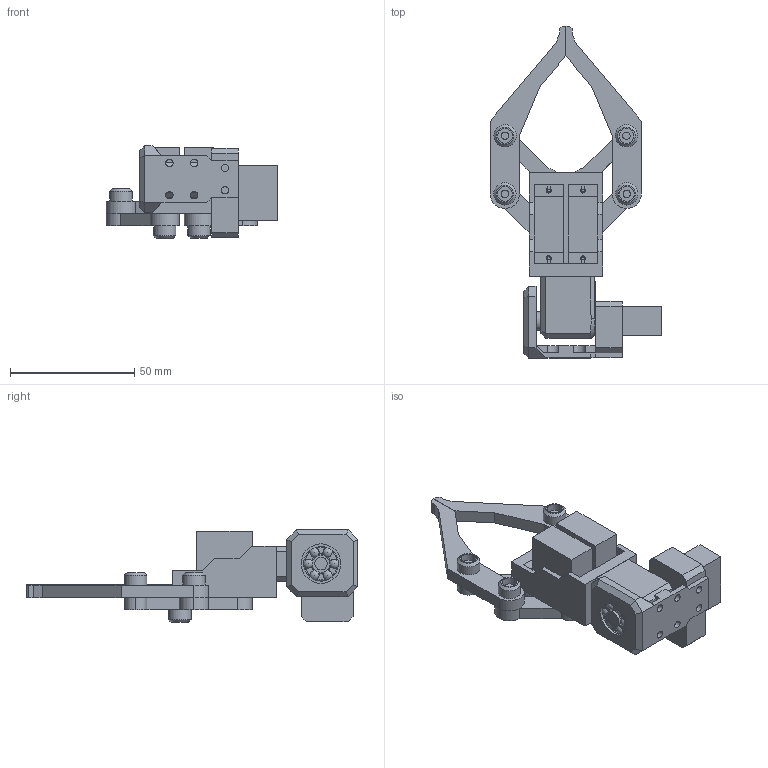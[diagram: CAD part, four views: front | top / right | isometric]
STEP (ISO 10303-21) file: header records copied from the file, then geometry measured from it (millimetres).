
FILE_DESCRIPTION(('HOOPS Exchange Step'),'2;1');
FILE_NAME('temp_export','2024-09-10T02:15:13-04:00',('29752'),('Shapr3D Limited'),'HOOPS Exchange 2024.2','Shapr3D','Authorized');
FILE_SCHEMA( ('AP242_MANAGED_MODEL_BASED_3D_ENGINEERING_MIM_LF {1 0 10303 442 1 1 4 }') );
Length unit declared in the file: millimetre
Products named in the file (7): 直线图案 01; 圆形图案 02; 圆形图案 01; bearing_5_16.step; 文件夹 01; CLAW; root
Assembly tree (6 placements, depth 3):
  root
    直线图案 01
    bearing_5_16.step
      圆形图案 02
      圆形图案 01
    文件夹 01
    CLAW
Bounding box: 69.18 x 133.85 x 37.39 mm (x, y, z)
Volume: 61913.7 mm3; surface area: 37194 mm2
Topology: 29 solids, 29 shells, 494 faces, 1283 edges, 868 vertices
Faces by surface type: plane 342, cylinder 129, sphere 12, cone 8, torus 3
Full cylindrical faces by diameter (mm): 1 x2, 1.2 x4, 1.6 x2, 3 x13, 4.5 x9, 4.6 x5, 4.8 x6, 5 x8, 6 x7, 7 x2, 7.5 x1, 8 x1, 9 x6, 13 x1, 14 x2, 16 x2
Entity records: 16895 total; most frequent: CARTESIAN_POINT 4108, DIRECTION 2671, ORIENTED_EDGE 2530, EDGE_CURVE 1265, AXIS2_PLACEMENT_3D 928, VERTEX_POINT 868, VECTOR 815, LINE 815
